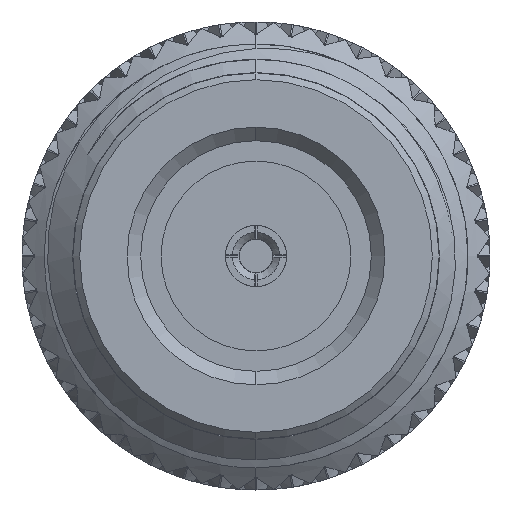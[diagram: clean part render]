
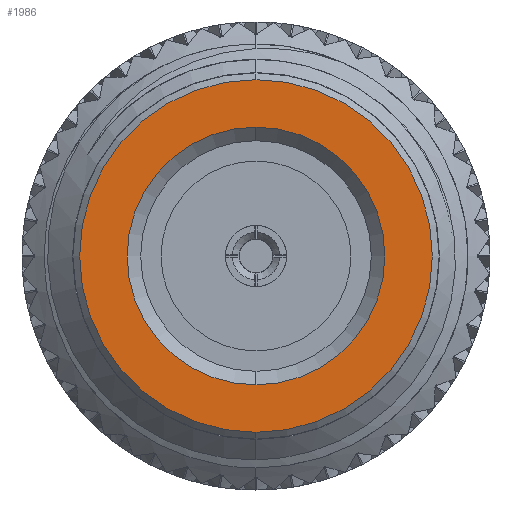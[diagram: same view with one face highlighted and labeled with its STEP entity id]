
A CAD part, left-side view. The second image highlights one B-rep face of the part: STEP entity #1986.
In plain terms, the highlighted planar face has unit normal (-1, 0, 0).
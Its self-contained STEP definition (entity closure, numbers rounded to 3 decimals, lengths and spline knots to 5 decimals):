
#226 = CARTESIAN_POINT ( 'NONE',  ( 0., 0., -0.26 ) ) ;
#1031 = CIRCLE ( 'NONE', #14174, 0.26 ) ;
#1986 = ADVANCED_FACE ( 'NONE', ( #34390, #57344 ), #49655, .T. ) ;
#2439 = CARTESIAN_POINT ( 'NONE',  ( 0., 0., 0.19 ) ) ;
#5147 = DIRECTION ( 'NONE',  ( 0., 0., -1. ) ) ;
#5350 = DIRECTION ( 'NONE',  ( 0., 0., 1. ) ) ;
#8754 = EDGE_CURVE ( 'NONE', #52192, #17444, #54847, .T. ) ;
#9397 = VERTEX_POINT ( 'NONE', #29428 ) ;
#11062 = CARTESIAN_POINT ( 'NONE',  ( 0., 0., 0. ) ) ;
#11425 = DIRECTION ( 'NONE',  ( 1., 0., 0. ) ) ;
#11578 = DIRECTION ( 'NONE',  ( 0., 0., -1. ) ) ;
#12526 = CARTESIAN_POINT ( 'NONE',  ( 0., 0., 0. ) ) ;
#13947 = EDGE_CURVE ( 'NONE', #17444, #52192, #1031, .T. ) ;
#14174 = AXIS2_PLACEMENT_3D ( 'NONE', #53738, #40436, #5147 ) ;
#14926 = ORIENTED_EDGE ( 'NONE', *, *, #57305, .T. ) ;
#15397 = AXIS2_PLACEMENT_3D ( 'NONE', #36175, #31907, #5350 ) ;
#15883 = DIRECTION ( 'NONE',  ( 0., 0., 1. ) ) ;
#16409 = AXIS2_PLACEMENT_3D ( 'NONE', #11062, #11425, #15883 ) ;
#17414 = ORIENTED_EDGE ( 'NONE', *, *, #13947, .F. ) ;
#17444 = VERTEX_POINT ( 'NONE', #226 ) ;
#19439 = CIRCLE ( 'NONE', #16409, 0.19 ) ;
#20568 = VERTEX_POINT ( 'NONE', #2439 ) ;
#23001 = ORIENTED_EDGE ( 'NONE', *, *, #27603, .T. ) ;
#25352 = DIRECTION ( 'NONE',  ( 0., 0., 1. ) ) ;
#27603 = EDGE_CURVE ( 'NONE', #9397, #20568, #34200, .T. ) ;
#29428 = CARTESIAN_POINT ( 'NONE',  ( 0., 0., -0.19 ) ) ;
#29437 = DIRECTION ( 'NONE',  ( 1., 0., 0. ) ) ;
#31907 = DIRECTION ( 'NONE',  ( -1., 0., 0. ) ) ;
#34200 = CIRCLE ( 'NONE', #34907, 0.19 ) ;
#34390 = FACE_BOUND ( 'NONE', #53488, .T. ) ;
#34907 = AXIS2_PLACEMENT_3D ( 'NONE', #12526, #47951, #25352 ) ;
#36175 = CARTESIAN_POINT ( 'NONE',  ( 0., 0., 0. ) ) ;
#38019 = CARTESIAN_POINT ( 'NONE',  ( 0., 0., 0. ) ) ;
#40436 = DIRECTION ( 'NONE',  ( 1., 0., 0. ) ) ;
#44909 = CARTESIAN_POINT ( 'NONE',  ( 0., 0., 0.26 ) ) ;
#47951 = DIRECTION ( 'NONE',  ( 1., 0., 0. ) ) ;
#48859 = ORIENTED_EDGE ( 'NONE', *, *, #8754, .F. ) ;
#49655 = PLANE ( 'NONE',  #15397 ) ;
#52192 = VERTEX_POINT ( 'NONE', #44909 ) ;
#53488 = EDGE_LOOP ( 'NONE', ( #14926, #23001 ) ) ;
#53738 = CARTESIAN_POINT ( 'NONE',  ( 0., 0., 0. ) ) ;
#54654 = AXIS2_PLACEMENT_3D ( 'NONE', #38019, #29437, #11578 ) ;
#54847 = CIRCLE ( 'NONE', #54654, 0.26 ) ;
#56489 = EDGE_LOOP ( 'NONE', ( #17414, #48859 ) ) ;
#57305 = EDGE_CURVE ( 'NONE', #20568, #9397, #19439, .T. ) ;
#57344 = FACE_OUTER_BOUND ( 'NONE', #56489, .T. ) ;
